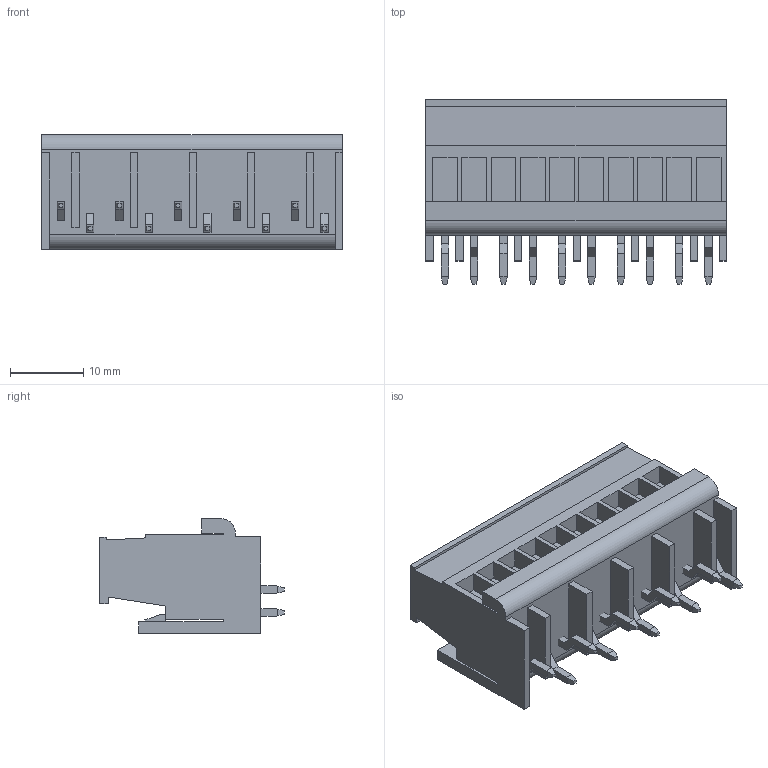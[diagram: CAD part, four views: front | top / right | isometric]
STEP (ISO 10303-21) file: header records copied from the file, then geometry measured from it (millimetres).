
FILE_DESCRIPTION(('CATIA V5 STEP Exchange','CAx-IF Rec.Pracs.--- Model Styling and Organization---1.4--- 2014-01-23'),'2;1');
FILE_NAME ('D1535789_0_2761040000_2761040000.stp','2022-06-02T02:35:25+00:00',('none'),('Weidmueller'),'CATIA Version 5-6 Release 2016 SP3 HF44','CATIA V5 STEP AP214','none');
FILE_SCHEMA(('AUTOMOTIVE_DESIGN { 1 0 10303 214 1 1 1 1 }'));
Length unit declared in the file: millimetre
Products named in the file (1): Assembly BU,SL_10pole Sn
Bounding box: 41.03 x 25.24 x 15.7 mm (x, y, z)
Volume: 8605.6 mm3; surface area: 6297.2 mm2
Topology: 11 solids, 11 shells, 285 faces, 715 edges, 476 vertices
Faces by surface type: plane 263, cylinder 22
Entity records: 8046 total; most frequent: ORIENTED_EDGE 1430, CARTESIAN_POINT 1415, DIRECTION 1161, EDGE_CURVE 715, VECTOR 671, LINE 671, VERTEX_POINT 476, EDGE_LOOP 311
